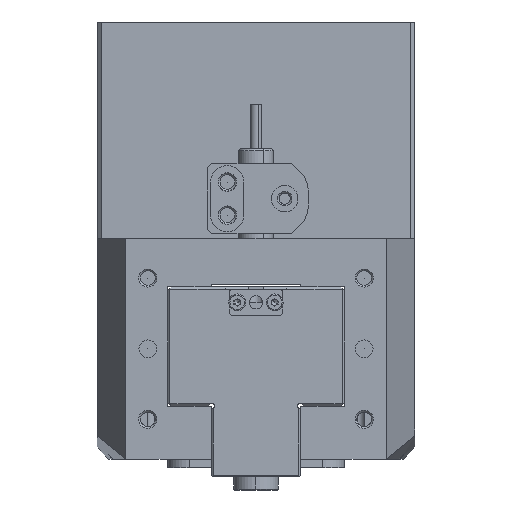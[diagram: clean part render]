
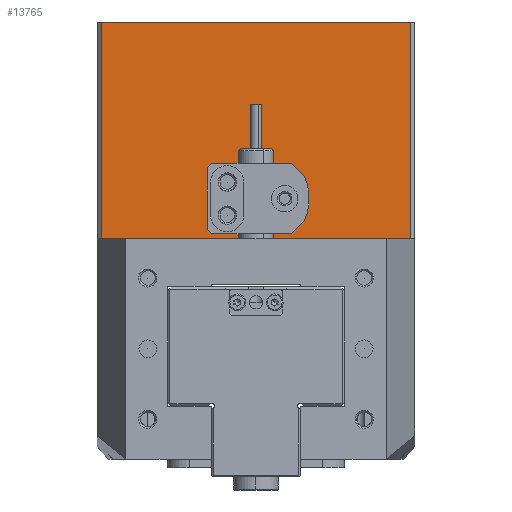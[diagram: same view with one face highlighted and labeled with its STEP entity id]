
A CAD part, left-side view. The second image highlights one B-rep face of the part: STEP entity #13765.
In plain terms, the highlighted planar face has unit normal (-1, 0, 0).
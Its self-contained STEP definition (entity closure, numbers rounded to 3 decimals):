
#490 = DIRECTION ( 'NONE',  ( 1., 0., 0. ) ) ;
#637 = DIRECTION ( 'NONE',  ( 0., 0., -1. ) ) ;
#754 = ORIENTED_EDGE ( 'NONE', *, *, #30398, .T. ) ;
#847 = CARTESIAN_POINT ( 'NONE',  ( -78.914, -7.817, 158.516 ) ) ;
#877 = DIRECTION ( 'NONE',  ( 0., 0., -1. ) ) ;
#1903 = EDGE_CURVE ( 'NONE', #14739, #24121, #34667, .T. ) ;
#1951 = ORIENTED_EDGE ( 'NONE', *, *, #33175, .T. ) ;
#2229 = DIRECTION ( 'NONE',  ( 0., 0., -1. ) ) ;
#2266 = AXIS2_PLACEMENT_3D ( 'NONE', #14020, #37043, #877 ) ;
#3246 = CARTESIAN_POINT ( 'NONE',  ( -78.914, 5.183, 163.916 ) ) ;
#3615 = LINE ( 'NONE', #10620, #37649 ) ;
#3924 = EDGE_CURVE ( 'NONE', #32750, #15249, #3615, .T. ) ;
#4784 = EDGE_LOOP ( 'NONE', ( #754, #35818 ) ) ;
#4795 = AXIS2_PLACEMENT_3D ( 'NONE', #23231, #26694, #16941 ) ;
#4886 = VERTEX_POINT ( 'NONE', #19364 ) ;
#5278 = VERTEX_POINT ( 'NONE', #41434 ) ;
#5586 = EDGE_CURVE ( 'NONE', #25452, #5643, #8073, .T. ) ;
#5643 = VERTEX_POINT ( 'NONE', #10471 ) ;
#6126 = VERTEX_POINT ( 'NONE', #33099 ) ;
#6672 = AXIS2_PLACEMENT_3D ( 'NONE', #29768, #16095, #42381 ) ;
#6706 = DIRECTION ( 'NONE',  ( 0., 0., -1. ) ) ;
#8073 = CIRCLE ( 'NONE', #6672, 2.05 ) ;
#8198 = CARTESIAN_POINT ( 'NONE',  ( -78.914, -36.317, 151.166 ) ) ;
#8653 = DIRECTION ( 'NONE',  ( 0., 0., 1. ) ) ;
#8841 = DIRECTION ( 'NONE',  ( 0., 0., -1. ) ) ;
#9536 = AXIS2_PLACEMENT_3D ( 'NONE', #23518, #490, #637 ) ;
#9714 = FACE_BOUND ( 'NONE', #4784, .T. ) ;
#9782 = CIRCLE ( 'NONE', #9536, 2.05 ) ;
#10471 = CARTESIAN_POINT ( 'NONE',  ( -78.914, 5.183, 158.466 ) ) ;
#10620 = CARTESIAN_POINT ( 'NONE',  ( -78.914, 33.683, 151.166 ) ) ;
#11385 = AXIS2_PLACEMENT_3D ( 'NONE', #3246, #39549, #6706 ) ;
#11784 = CARTESIAN_POINT ( 'NONE',  ( -78.914, -7.817, 161.816 ) ) ;
#11844 = CARTESIAN_POINT ( 'NONE',  ( -78.914, -36.317, 200.166 ) ) ;
#13765 = ADVANCED_FACE ( 'NONE', ( #9714, #19012, #39059, #35459 ), #29879, .F. ) ;
#14020 = CARTESIAN_POINT ( 'NONE',  ( -78.914, 5.183, 156.416 ) ) ;
#14595 = ORIENTED_EDGE ( 'NONE', *, *, #3924, .T. ) ;
#14739 = VERTEX_POINT ( 'NONE', #847 ) ;
#14915 = ORIENTED_EDGE ( 'NONE', *, *, #5586, .T. ) ;
#15249 = VERTEX_POINT ( 'NONE', #23282 ) ;
#15595 = VECTOR ( 'NONE', #30515, 1000. ) ;
#15997 = CARTESIAN_POINT ( 'NONE',  ( -78.914, 33.683, 200.166 ) ) ;
#16095 = DIRECTION ( 'NONE',  ( 1., 0., 0. ) ) ;
#16941 = DIRECTION ( 'NONE',  ( 0., 0., -1. ) ) ;
#17276 = CIRCLE ( 'NONE', #11385, 2.05 ) ;
#18690 = DIRECTION ( 'NONE',  ( 1., 0., 0. ) ) ;
#19012 = FACE_BOUND ( 'NONE', #39165, .T. ) ;
#19068 = CARTESIAN_POINT ( 'NONE',  ( -78.914, -7.817, 160.166 ) ) ;
#19345 = AXIS2_PLACEMENT_3D ( 'NONE', #19068, #42044, #8841 ) ;
#19364 = CARTESIAN_POINT ( 'NONE',  ( -78.914, 5.183, 161.866 ) ) ;
#21078 = EDGE_LOOP ( 'NONE', ( #26330, #14915 ) ) ;
#23231 = CARTESIAN_POINT ( 'NONE',  ( -78.914, -41.317, 151.166 ) ) ;
#23282 = CARTESIAN_POINT ( 'NONE',  ( -78.914, 33.683, 151.166 ) ) ;
#23518 = CARTESIAN_POINT ( 'NONE',  ( -78.914, 5.183, 163.916 ) ) ;
#23971 = DIRECTION ( 'NONE',  ( 0., 0., -1. ) ) ;
#24121 = VERTEX_POINT ( 'NONE', #11784 ) ;
#24157 = LINE ( 'NONE', #24791, #40639 ) ;
#24305 = ORIENTED_EDGE ( 'NONE', *, *, #26205, .T. ) ;
#24791 = CARTESIAN_POINT ( 'NONE',  ( -78.914, -41.317, 151.166 ) ) ;
#25452 = VERTEX_POINT ( 'NONE', #35095 ) ;
#26205 = EDGE_CURVE ( 'NONE', #5278, #4886, #9782, .T. ) ;
#26330 = ORIENTED_EDGE ( 'NONE', *, *, #33916, .T. ) ;
#26336 = CARTESIAN_POINT ( 'NONE',  ( -78.914, -1.317, 200.166 ) ) ;
#26404 = LINE ( 'NONE', #26336, #15595 ) ;
#26416 = EDGE_CURVE ( 'NONE', #31227, #15249, #24157, .T. ) ;
#26694 = DIRECTION ( 'NONE',  ( 1., 0., 0. ) ) ;
#29768 = CARTESIAN_POINT ( 'NONE',  ( -78.914, 5.183, 156.416 ) ) ;
#29879 = PLANE ( 'NONE',  #4795 ) ;
#30029 = VECTOR ( 'NONE', #8653, 1000. ) ;
#30329 = AXIS2_PLACEMENT_3D ( 'NONE', #38381, #18690, #2229 ) ;
#30398 = EDGE_CURVE ( 'NONE', #24121, #14739, #40580, .T. ) ;
#30515 = DIRECTION ( 'NONE',  ( 0., 1., 0. ) ) ;
#30927 = ORIENTED_EDGE ( 'NONE', *, *, #40638, .T. ) ;
#31227 = VERTEX_POINT ( 'NONE', #8198 ) ;
#31863 = DIRECTION ( 'NONE',  ( 0., 1., 0. ) ) ;
#32556 = EDGE_LOOP ( 'NONE', ( #42192, #30927, #32819, #14595 ) ) ;
#32750 = VERTEX_POINT ( 'NONE', #15997 ) ;
#32819 = ORIENTED_EDGE ( 'NONE', *, *, #35101, .T. ) ;
#33099 = CARTESIAN_POINT ( 'NONE',  ( -78.914, -36.317, 200.166 ) ) ;
#33175 = EDGE_CURVE ( 'NONE', #4886, #5278, #17276, .T. ) ;
#33916 = EDGE_CURVE ( 'NONE', #5643, #25452, #35177, .T. ) ;
#34667 = CIRCLE ( 'NONE', #30329, 1.65 ) ;
#35095 = CARTESIAN_POINT ( 'NONE',  ( -78.914, 5.183, 154.366 ) ) ;
#35101 = EDGE_CURVE ( 'NONE', #6126, #32750, #26404, .T. ) ;
#35177 = CIRCLE ( 'NONE', #2266, 2.05 ) ;
#35459 = FACE_OUTER_BOUND ( 'NONE', #32556, .T. ) ;
#35818 = ORIENTED_EDGE ( 'NONE', *, *, #1903, .T. ) ;
#37043 = DIRECTION ( 'NONE',  ( 1., 0., 0. ) ) ;
#37649 = VECTOR ( 'NONE', #23971, 1000. ) ;
#38381 = CARTESIAN_POINT ( 'NONE',  ( -78.914, -7.817, 160.166 ) ) ;
#39059 = FACE_BOUND ( 'NONE', #21078, .T. ) ;
#39165 = EDGE_LOOP ( 'NONE', ( #24305, #1951 ) ) ;
#39549 = DIRECTION ( 'NONE',  ( 1., 0., 0. ) ) ;
#40285 = LINE ( 'NONE', #11844, #30029 ) ;
#40580 = CIRCLE ( 'NONE', #19345, 1.65 ) ;
#40638 = EDGE_CURVE ( 'NONE', #31227, #6126, #40285, .T. ) ;
#40639 = VECTOR ( 'NONE', #31863, 1000. ) ;
#41434 = CARTESIAN_POINT ( 'NONE',  ( -78.914, 5.183, 165.966 ) ) ;
#42044 = DIRECTION ( 'NONE',  ( 1., 0., 0. ) ) ;
#42192 = ORIENTED_EDGE ( 'NONE', *, *, #26416, .F. ) ;
#42381 = DIRECTION ( 'NONE',  ( 0., 0., -1. ) ) ;
